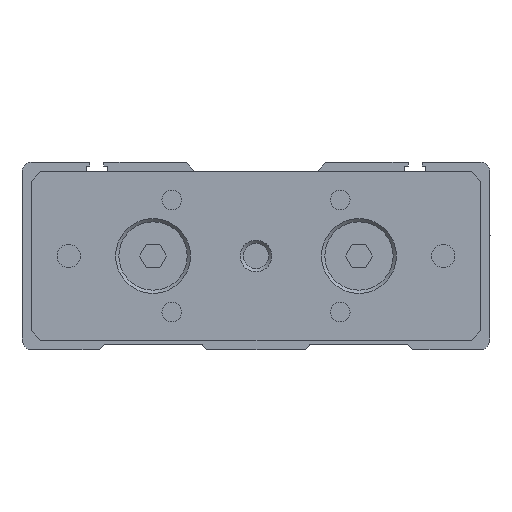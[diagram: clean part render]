
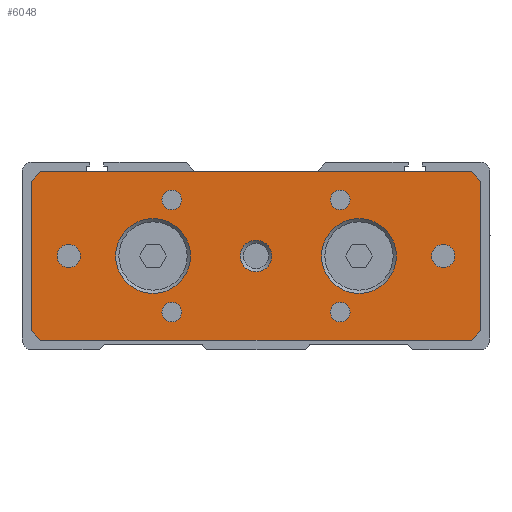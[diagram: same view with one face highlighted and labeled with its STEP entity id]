
A CAD part, left-side view. The second image highlights one B-rep face of the part: STEP entity #6048.
In plain terms, the highlighted planar face has unit normal (-1, 0, 0).
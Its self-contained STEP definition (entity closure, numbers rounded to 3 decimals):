
#5346=CARTESIAN_POINT('',(-15.,-54.,18.));
#5347=VERTEX_POINT('Vertex238',#5346);
#5354=CARTESIAN_POINT('',(-15.,-146.,18.));
#5355=VERTEX_POINT('Vertex239',#5354);
#5356=CARTESIAN_POINT('',(-15.,-100.,18.)
);
#5357=DIRECTION('',(0.,-1.,0.));
#5358=VECTOR('',#5357,1.);
#5359=LINE('nurbsCrv328',#5356,#5358);
#5360=EDGE_CURVE('Edge328',#5347,#5355,#5359,.T.);
#5784=CARTESIAN_POINT('',(-15.,-78.,8.));
#5785=VERTEX_POINT('Vertex265',#5784);
#5786=CARTESIAN_POINT('',(-15.,-78.,
0.));
#5787=DIRECTION('',(1.,0.,0.));
#5788=DIRECTION('',(0.,0.,1.));
#5789=AXIS2_PLACEMENT_3D('',#5786,#5787,#5788);
#5790=CIRCLE('nurbsCrv367',#5789,8.);
#5791=EDGE_CURVE('Edge367',#5785,#5785,#5790,.T.);
#5829=CARTESIAN_POINT('',(-15.,-100.,3.4)
);
#5830=VERTEX_POINT('Vertex267',#5829);
#5831=CARTESIAN_POINT('',(-15.,-100.,
0.));
#5832=DIRECTION('',(1.,0.,0.));
#5833=DIRECTION('',(0.,0.,1.));
#5834=AXIS2_PLACEMENT_3D('',#5831,#5832,#5833);
#5835=CIRCLE('nurbsCrv369',#5834,3.4);
#5836=EDGE_CURVE('Edge369',#5830,#5830,#5835,.T.);
#5866=CARTESIAN_POINT('',(-15.,-122.,8.));
#5867=VERTEX_POINT('Vertex269',#5866);
#5868=CARTESIAN_POINT('',(-15.,-122.,0.));
#5869=DIRECTION('',(1.,0.,0.));
#5870=DIRECTION('',(0.,0.,1.));
#5871=AXIS2_PLACEMENT_3D('',#5868,#5869,#5870);
#5872=CIRCLE('nurbsCrv371',#5871,8.);
#5873=EDGE_CURVE('Edge371',#5867,#5867,#5872,.T.);
#5911=ORIENTED_EDGE('Edgeuse736',*,*,#5360,.F.);
#5912=CARTESIAN_POINT('',(-15.,-52.,16.));
#5913=VERTEX_POINT('Vertex270',#5912);
#5914=CARTESIAN_POINT('',(-15.,-53.,17.));
#5915=DIRECTION('',(0.,0.707,-0.707
));
#5916=VECTOR('',#5915,1.);
#5917=LINE('nurbsCrv372',#5914,#5916);
#5918=EDGE_CURVE('Edge372',#5347,#5913,#5917,.T.);
#5919=ORIENTED_EDGE('Edgeuse737',*,*,#5918,.T.);
#5920=CARTESIAN_POINT('',(-15.,-52.,-16.));
#5921=VERTEX_POINT('Vertex271',#5920);
#5922=CARTESIAN_POINT('',(-15.,-52.,0.));
#5923=DIRECTION('',(0.,0.,-1.));
#5924=VECTOR('',#5923,1.);
#5925=LINE('nurbsCrv373',#5922,#5924);
#5926=EDGE_CURVE('Edge373',#5913,#5921,#5925,.T.);
#5927=ORIENTED_EDGE('Edgeuse738',*,*,#5926,.T.);
#5928=CARTESIAN_POINT('',(-15.,-54.,-18.));
#5929=VERTEX_POINT('Vertex272',#5928);
#5930=CARTESIAN_POINT('',(-15.,-53.,-17.));
#5931=DIRECTION('',(0.,-0.707,-0.707
));
#5932=VECTOR('',#5931,1.);
#5933=LINE('nurbsCrv374',#5930,#5932);
#5934=EDGE_CURVE('Edge374',#5921,#5929,#5933,.T.);
#5935=ORIENTED_EDGE('Edgeuse739',*,*,#5934,.T.);
#5936=CARTESIAN_POINT('',(-15.,-146.,-18.));
#5937=VERTEX_POINT('Vertex273',#5936);
#5938=CARTESIAN_POINT('',(-15.,-100.,-18.
));
#5939=DIRECTION('',(0.,-1.,0.));
#5940=VECTOR('',#5939,1.);
#5941=LINE('nurbsCrv375',#5938,#5940);
#5942=EDGE_CURVE('Edge375',#5929,#5937,#5941,.T.);
#5943=ORIENTED_EDGE('Edgeuse740',*,*,#5942,.T.);
#5944=CARTESIAN_POINT('',(-15.,-148.,-16.));
#5945=VERTEX_POINT('Vertex274',#5944);
#5946=CARTESIAN_POINT('',(-15.,-147.,-17.));
#5947=DIRECTION('',(0.,0.707,-0.707
));
#5948=VECTOR('',#5947,1.);
#5949=LINE('nurbsCrv376',#5946,#5948);
#5950=EDGE_CURVE('Edge376',#5945,#5937,#5949,.T.);
#5951=ORIENTED_EDGE('Edgeuse741',*,*,#5950,.F.);
#5952=CARTESIAN_POINT('',(-15.,-148.,16.));
#5953=VERTEX_POINT('Vertex275',#5952);
#5954=CARTESIAN_POINT('',(-15.,-148.,0.));
#5955=DIRECTION('',(0.,0.,-1.));
#5956=VECTOR('',#5955,1.);
#5957=LINE('nurbsCrv377',#5954,#5956);
#5958=EDGE_CURVE('Edge377',#5953,#5945,#5957,.T.);
#5959=ORIENTED_EDGE('Edgeuse742',*,*,#5958,.F.);
#5960=CARTESIAN_POINT('',(-15.,-147.,17.));
#5961=DIRECTION('',(0.,-0.707,-0.707));
#5962=VECTOR('',#5961,1.);
#5963=LINE('nurbsCrv378',#5960,#5962);
#5964=EDGE_CURVE('Edge378',#5355,#5953,#5963,.T.);
#5965=ORIENTED_EDGE('Edgeuse743',*,*,#5964,.F.);
#5966=EDGE_LOOP('',(#5911,#5919,#5927,#5935,#5943,#5951,#5959,#5965));
#5967=FACE_OUTER_BOUND('',#5966,.T.);
#5968=CARTESIAN_POINT('',(-15.,-140.,2.5));
#5969=VERTEX_POINT('Vertex276',#5968);
#5970=CARTESIAN_POINT('',(-15.,-140.,0.));
#5971=DIRECTION('',(1.,0.,0.));
#5972=DIRECTION('',(0.,0.,1.));
#5973=AXIS2_PLACEMENT_3D('',#5970,#5971,#5972);
#5974=CIRCLE('nurbsCrv379',#5973,2.5);
#5975=EDGE_CURVE('Edge379',#5969,#5969,#5974,.T.);
#5976=ORIENTED_EDGE('Edgeuse744',*,*,#5975,.T.);
#5977=EDGE_LOOP('',(#5976));
#5978=FACE_BOUND('',#5977,.T.);
#5979=CARTESIAN_POINT('',(-15.,-118.,14.1));
#5980=VERTEX_POINT('Vertex277',#5979);
#5981=CARTESIAN_POINT('',(-15.,-118.,12.));
#5982=DIRECTION('',(1.,0.,0.));
#5983=DIRECTION('',(0.,0.,1.));
#5984=AXIS2_PLACEMENT_3D('',#5981,#5982,#5983);
#5985=CIRCLE('nurbsCrv380',#5984,2.1);
#5986=EDGE_CURVE('Edge380',#5980,#5980,#5985,.T.);
#5987=ORIENTED_EDGE('Edgeuse745',*,*,#5986,.T.);
#5988=EDGE_LOOP('',(#5987));
#5989=FACE_BOUND('',#5988,.T.);
#5990=CARTESIAN_POINT('',(-15.,-118.,-9.9));
#5991=VERTEX_POINT('Vertex278',#5990);
#5992=CARTESIAN_POINT('',(-15.,-118.,-12.));
#5993=DIRECTION('',(1.,0.,0.));
#5994=DIRECTION('',(0.,0.,1.));
#5995=AXIS2_PLACEMENT_3D('',#5992,#5993,#5994);
#5996=CIRCLE('nurbsCrv381',#5995,2.1);
#5997=EDGE_CURVE('Edge381',#5991,#5991,#5996,.T.);
#5998=ORIENTED_EDGE('Edgeuse746',*,*,#5997,.T.);
#5999=EDGE_LOOP('',(#5998));
#6000=FACE_BOUND('',#5999,.T.);
#6001=CARTESIAN_POINT('',(-15.,-82.,-9.9
));
#6002=VERTEX_POINT('Vertex279',#6001);
#6003=CARTESIAN_POINT('',(-15.,-82.,-12.));
#6004=DIRECTION('',(1.,0.,0.));
#6005=DIRECTION('',(0.,0.,1.));
#6006=AXIS2_PLACEMENT_3D('',#6003,#6004,#6005);
#6007=CIRCLE('nurbsCrv382',#6006,2.1);
#6008=EDGE_CURVE('Edge382',#6002,#6002,#6007,.T.);
#6009=ORIENTED_EDGE('Edgeuse747',*,*,#6008,.T.);
#6010=EDGE_LOOP('',(#6009));
#6011=FACE_BOUND('',#6010,.T.);
#6012=CARTESIAN_POINT('',(-15.,-82.,14.1)
);
#6013=VERTEX_POINT('Vertex280',#6012);
#6014=CARTESIAN_POINT('',(-15.,-82.,12.));
#6015=DIRECTION('',(1.,0.,0.));
#6016=DIRECTION('',(0.,0.,1.));
#6017=AXIS2_PLACEMENT_3D('',#6014,#6015,#6016);
#6018=CIRCLE('nurbsCrv383',#6017,2.1);
#6019=EDGE_CURVE('Edge383',#6013,#6013,#6018,.T.);
#6020=ORIENTED_EDGE('Edgeuse748',*,*,#6019,.T.);
#6021=EDGE_LOOP('',(#6020));
#6022=FACE_BOUND('',#6021,.T.);
#6023=CARTESIAN_POINT('',(-15.,-60.,2.5));
#6024=VERTEX_POINT('Vertex281',#6023);
#6025=CARTESIAN_POINT('',(-15.,-60.,
0.));
#6026=DIRECTION('',(1.,0.,0.));
#6027=DIRECTION('',(0.,0.,1.));
#6028=AXIS2_PLACEMENT_3D('',#6025,#6026,#6027);
#6029=CIRCLE('nurbsCrv384',#6028,2.5);
#6030=EDGE_CURVE('Edge384',#6024,#6024,#6029,.T.);
#6031=ORIENTED_EDGE('Edgeuse749',*,*,#6030,.T.);
#6032=EDGE_LOOP('',(#6031));
#6033=FACE_BOUND('',#6032,.T.);
#6034=ORIENTED_EDGE('Edgeuse733',*,*,#5791,.T.);
#6035=EDGE_LOOP('',(#6034));
#6036=FACE_BOUND('',#6035,.T.);
#6037=ORIENTED_EDGE('Edgeuse734',*,*,#5836,.T.);
#6038=EDGE_LOOP('',(#6037));
#6039=FACE_BOUND('',#6038,.T.);
#6040=ORIENTED_EDGE('Edgeuse735',*,*,#5873,.T.);
#6041=EDGE_LOOP('',(#6040));
#6042=FACE_BOUND('',#6041,.T.);
#6043=CARTESIAN_POINT('',(-15.,-100.,
0.));
#6044=DIRECTION('',(-1.,0.,0.));
#6045=DIRECTION('',(0.,0.,-1.));
#6046=AXIS2_PLACEMENT_3D('',#6043,#6044,#6045);
#6047=PLANE('nurbsSrf162',#6046);
#6048=ADVANCED_FACE('Face162',(#5967,#5978,#5989,#6000,#6011,#6022,#6033,#6036,
#6039,#6042),#6047,.T.);
